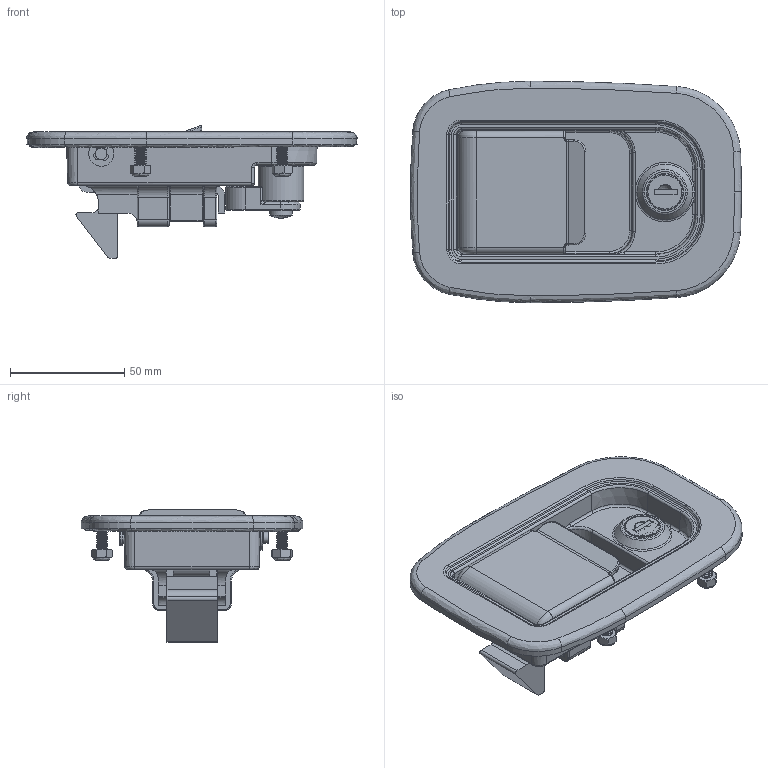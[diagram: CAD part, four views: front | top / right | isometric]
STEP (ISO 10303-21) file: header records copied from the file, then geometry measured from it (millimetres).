
FILE_DESCRIPTION(('STEP AP203'),'1');
FILE_NAME('216.2.0.00.03.01.step','2020-08-25T07:14:43',(' '),(' '),'Spatial InterOp 3D',' ',' ');
FILE_SCHEMA(('CONFIG_CONTROL_DESIGN'));
Length unit declared in the file: millimetre
Products named in the file (20): 1; 2; 3; 4; 5; 6; 7; 8; 9; 10; 11; 12; 13; 14; 15; 16; 17; 18; 19; 20
Bounding box: 144.88 x 97 x 58 mm (x, y, z)
Volume: 108682.7 mm3; surface area: 80828.1 mm2
Topology: 20 solids, 20 shells, 1353 faces, 3605 edges, 2279 vertices
Faces by surface type: plane 537, cylinder 410, bspline 297, cone 109
Full cylindrical faces by diameter (mm): 3.3 x1, 4 x1, 4.2 x9, 5 x3, 5.2 x6, 5.5 x8, 7 x1, 7.6 x4, 10 x1, 12.2 x1, 15 x1, 15.1 x1, 15.7 x1, 16.2 x1, 20 x1
Entity records: 65317 total; most frequent: CARTESIAN_POINT 33923, ORIENTED_EDGE 6996, DIRECTION 5754, EDGE_CURVE 3498, VERTEX_POINT 2253, AXIS2_PLACEMENT_3D 2136, LINE 1482, VECTOR 1482
